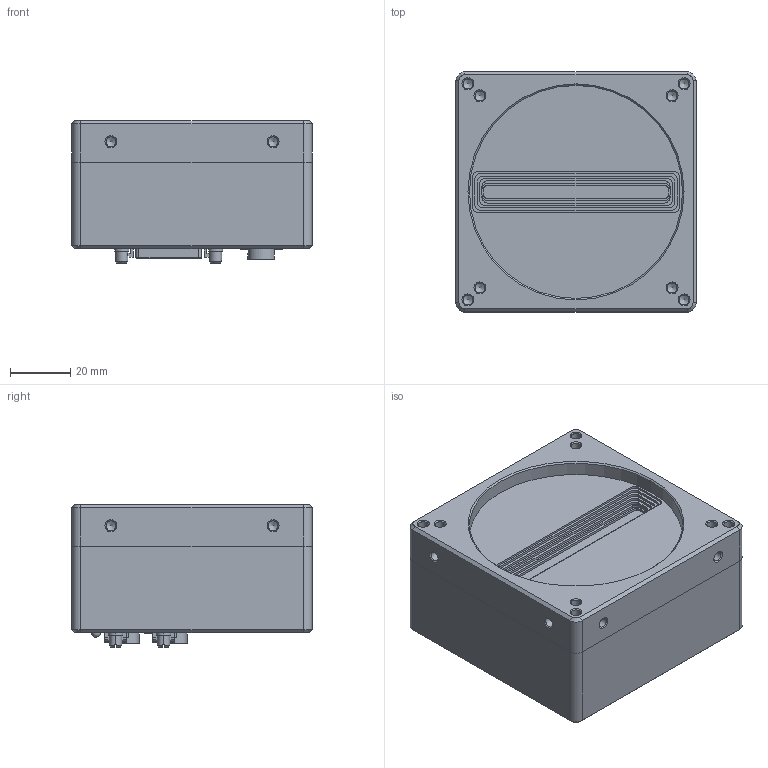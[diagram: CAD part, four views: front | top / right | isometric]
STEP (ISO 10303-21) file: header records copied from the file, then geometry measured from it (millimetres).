
FILE_DESCRIPTION(/* description */ (''),/* implementation_level */ '2;1');
FILE_NAME(/* name */ 'VL-8-16K-M72-V1.2.stp',/* time_stamp */ '2020-04-03T14:30:19+09:00',/* author */ (''),/* organization */ (''),/* preprocessor_version */ 'ST-DEVELOPER v16.7',/* originating_system */ 'SIEMENS PLM Software NX 12.0',/* authorisation */ '');
FILE_SCHEMA (('AUTOMOTIVE_DESIGN { 1 0 10303 214 3 1 1 1 }'));
Length unit declared in the file: millimetre
Products named in the file (1): 20154E94023D744k
Bounding box: 80 x 80 x 47.45 mm (x, y, z)
Volume: 90252.9 mm3; surface area: 60002.5 mm2
Topology: 18 solids, 18 shells, 938 faces, 2469 edges, 1619 vertices
Faces by surface type: plane 610, cylinder 232, cone 51, bspline 24, sphere 13, torus 8
Full cylindrical faces by diameter (mm): 2 x2, 2.2 x2, 3 x7, 3.2 x5, 3.3 x16, 4 x2, 5.5 x4, 6 x4, 9 x2, 71 x1
Entity records: 28730 total; most frequent: CARTESIAN_POINT 5721, ORIENTED_EDGE 4680, DIRECTION 4622, EDGE_CURVE 2340, LINE 1664, VECTOR 1664, VERTEX_POINT 1596, AXIS2_PLACEMENT_3D 1479
